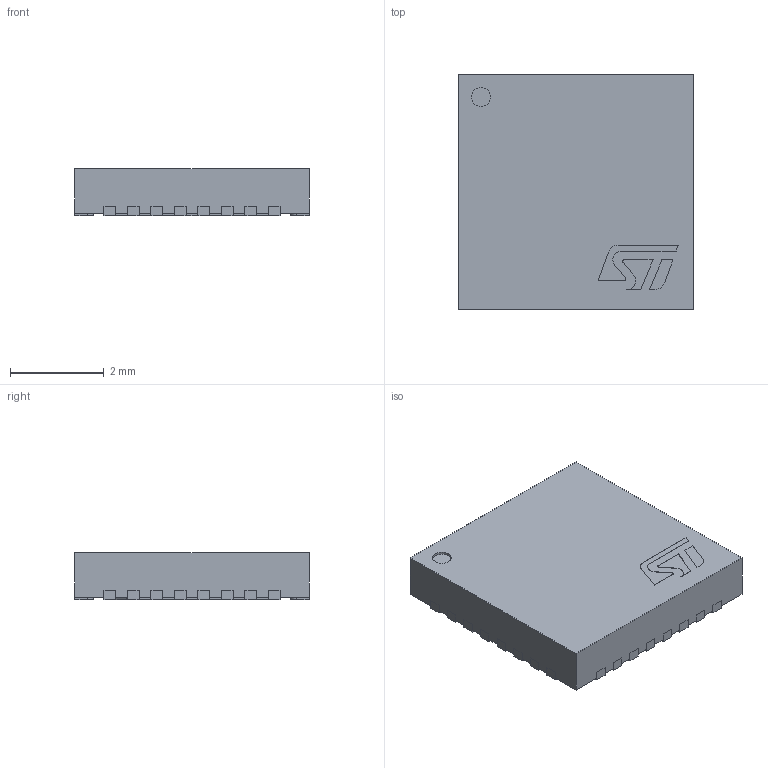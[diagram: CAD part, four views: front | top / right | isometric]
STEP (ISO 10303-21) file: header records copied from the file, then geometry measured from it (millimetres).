
FILE_DESCRIPTION(/* description */ (''),/* implementation_level */ '2;1');
FILE_NAME(/* name */ 'STMicroelectronics ST25R3916-AQWT - 32VFQFN.stp',/* time_stamp */ '2019-08-29T23:04:59-04:00',/* author */ ('Ricardo'),/* organization */ (''),/* preprocessor_version */ 'ST-DEVELOPER v18',/* originating_system */ 'Autodesk Inventor 2020',/* authorisation */ '');
FILE_SCHEMA (('AUTOMOTIVE_DESIGN { 1 0 10303 214 3 1 1 }'));
Length unit declared in the file: millimetre
Products named in the file (4): Cypress Semiconductor CY7C65215-32LTXI - 32-QFN (5x5); body; pins; logo
Assembly tree (3 placements, depth 2):
  Cypress Semiconductor CY7C65215-32LTXI - 32-QFN (5x5)
    body
    pins
    logo
Bounding box: 5 x 5 x 1 mm (x, y, z)
Volume: 24.5 mm3; surface area: 116.7 mm2
Topology: 37 solids, 37 shells, 367 faces, 875 edges, 584 vertices
Faces by surface type: plane 296, cylinder 71
Full cylindrical faces by diameter (mm): 0.4 x1
Entity records: 10824 total; most frequent: CARTESIAN_POINT 1834, DIRECTION 1769, ORIENTED_EDGE 1750, EDGE_CURVE 875, LINE 731, VECTOR 731, VERTEX_POINT 584, AXIS2_PLACEMENT_3D 519
